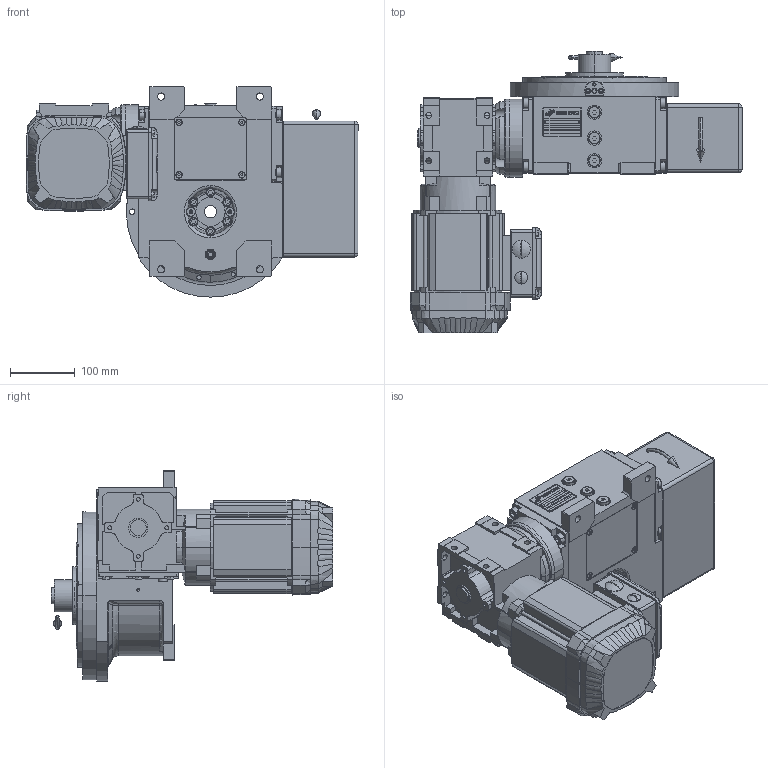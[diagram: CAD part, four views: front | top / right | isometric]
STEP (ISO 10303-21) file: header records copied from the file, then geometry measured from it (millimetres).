
FILE_DESCRIPTION (( 'STEP AP214' ), '1' );
FILE_NAME ('PC5200434.step', '2024-06-25T13:29:42', ( '' ), ( '' ), 'SwSTEP 2.0', 'SolidWorks 2020', '' );
FILE_SCHEMA (( 'AUTOMOTIVE_DESIGN' ));
Length unit declared in the file: millimetre
Products named in the file (90): cfn2158_01_011; 9004_2393; cfn2000_01_103; cfn2104_01_016; cfn2128_04_004; cfn2151_01_109; cfn2104_01_004; cfn2003_01_054; cfn2077_01_018; cfn2000_01_161; AS_rig06_004_s_005; cfn2070_05_005; cfn2128_19_002; cfn2276_01_074; cfn2000_01_126; rig06_002_s_004; AS_3_04_130_00; CFN2104_02_017.stp; cfn2155_01_056; CFN2356_03_047.stp; AS_rig06_004_s_004; cfn2000_01_124; AS_rig06_004; cfn2107_01_001; CFN2223_01-570X6-B.stp; cfn2151_01_290; AS_rig06_016; CFN2000_01_185.stp; olio_agip_blasia_150; rig06_004_s_004; PC5200434; rig06_016; cfn2158_01_010; AS_cfn2476_01_002_60x46; rig06_004_s_005; cfn2155_01_303; freccia_angolare; CFN2010_02_002.stp; rig06_003_16; CFN2010_01_012.stp ...
Assembly tree (85 placements, depth 5):
  cfn2151_01_109
  cfn2077_01_018
  cfn2276_01_074
  CFN2356_03_047.stp
  CFN2223_01-570X6-B.stp
Bounding box: 513 x 435 x 325 mm (x, y, z)
Volume: 11586835 mm3; surface area: 1325022.9 mm2
Topology: 74 solids, 83 shells, 3120 faces, 7941 edges, 5125 vertices
Faces by surface type: plane 1554, cylinder 1045, cone 411, bspline 74, torus 22, sphere 14
Entity records: 106740 total; most frequent: CARTESIAN_POINT 28130, DIRECTION 15013, ORIENTED_EDGE 14862, EDGE_CURVE 7431, AXIS2_PLACEMENT_3D 5219, VERTEX_POINT 4860, VECTOR 4575, LINE 4575
